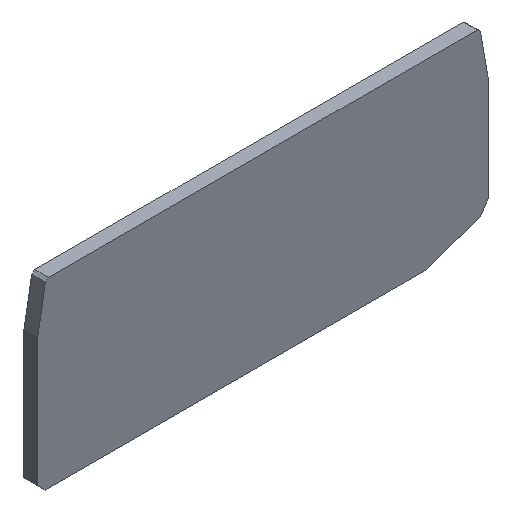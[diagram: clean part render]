
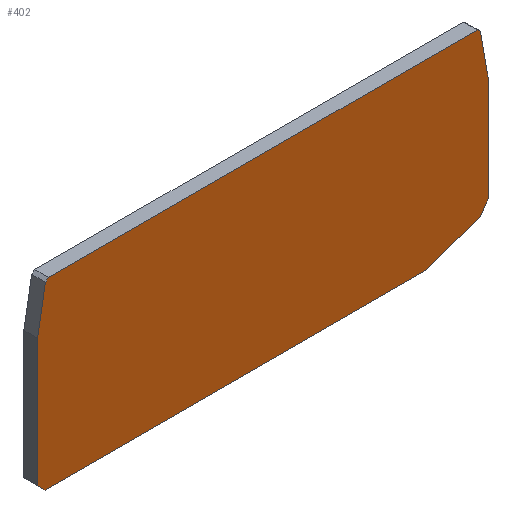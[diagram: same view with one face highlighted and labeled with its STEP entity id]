
A CAD part, isometric view. The second image highlights one B-rep face of the part: STEP entity #402.
In plain terms, the highlighted free-form (B-spline) face has degree [1, 1] with [2, 2] control points.
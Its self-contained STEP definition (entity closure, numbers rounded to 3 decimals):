
#49=CARTESIAN_POINT('',(41.15,-2.2,4.891));
#50=VERTEX_POINT('',#49);
#56=CARTESIAN_POINT('',(39.801,-2.2,3.));
#57=VERTEX_POINT('',#56);
#58=CARTESIAN_POINT('',(41.15,-2.2,4.891));
#59=CARTESIAN_POINT('',(41.15,-2.2,3.464));
#60=CARTESIAN_POINT('',(39.801,-2.2,3.));
#61=(BOUNDED_CURVE()B_SPLINE_CURVE(2,(#58,#59,#60),.CIRCULAR_ARC.,.F.,.U.)B_SPLINE_CURVE_WITH_KNOTS((3,3),(0.,1.),.UNSPECIFIED.)CURVE()GEOMETRIC_REPRESENTATION_ITEM()RATIONAL_B_SPLINE_CURVE((1.,0.814,1.))REPRESENTATION_ITEM(''));
#62=EDGE_CURVE('',#50,#57,#61,.T.);
#85=CARTESIAN_POINT('',(31.089,-2.2,0.));
#86=VERTEX_POINT('',#85);
#87=CARTESIAN_POINT('',(39.801,-2.2,3.));
#88=CARTESIAN_POINT('',(31.089,-2.2,0.));
#89=B_SPLINE_CURVE_WITH_KNOTS('',1,(#87,#88),.POLYLINE_FORM.,.F.,.U.,(2,2),(0.,1.),.UNSPECIFIED.);
#90=EDGE_CURVE('',#57,#86,#89,.T.);
#119=CARTESIAN_POINT('',(-29.888,-2.2,28.837));
#120=VERTEX_POINT('',#119);
#121=CARTESIAN_POINT('',(-29.396,-2.2,29.25));
#122=VERTEX_POINT('',#121);
#123=CARTESIAN_POINT('',(-29.888,-2.2,28.837));
#124=CARTESIAN_POINT('',(-29.816,-2.2,29.25));
#125=CARTESIAN_POINT('',(-29.396,-2.2,29.25));
#126=(BOUNDED_CURVE()B_SPLINE_CURVE(2,(#123,#124,#125),.CIRCULAR_ARC.,.F.,.U.)B_SPLINE_CURVE_WITH_KNOTS((3,3),(0.,1.),.UNSPECIFIED.)CURVE()GEOMETRIC_REPRESENTATION_ITEM()RATIONAL_B_SPLINE_CURVE((1.,0.766,1.))REPRESENTATION_ITEM(''));
#127=EDGE_CURVE('',#120,#122,#126,.T.);
#163=CARTESIAN_POINT('',(-29.95,-2.2,0.));
#164=VERTEX_POINT('',#163);
#165=CARTESIAN_POINT('',(-31.15,-2.2,1.2));
#166=VERTEX_POINT('',#165);
#167=CARTESIAN_POINT('',(-29.95,-2.2,0.));
#168=CARTESIAN_POINT('',(-31.15,-2.2,0.));
#169=CARTESIAN_POINT('',(-31.15,-2.2,1.2));
#170=(BOUNDED_CURVE()B_SPLINE_CURVE(2,(#167,#168,#169),.CIRCULAR_ARC.,.F.,.U.)B_SPLINE_CURVE_WITH_KNOTS((3,3),(0.,1.),.UNSPECIFIED.)CURVE()GEOMETRIC_REPRESENTATION_ITEM()RATIONAL_B_SPLINE_CURVE((1.,0.707,1.))REPRESENTATION_ITEM(''));
#171=EDGE_CURVE('',#164,#166,#170,.T.);
#201=CARTESIAN_POINT('',(-31.15,-2.2,21.682));
#202=VERTEX_POINT('',#201);
#216=CARTESIAN_POINT('',(-31.15,-2.2,1.2));
#217=CARTESIAN_POINT('',(-31.15,-2.2,21.682));
#218=B_SPLINE_CURVE_WITH_KNOTS('',1,(#216,#217),.POLYLINE_FORM.,.F.,.U.,(2,2),(0.,1.),.UNSPECIFIED.);
#219=EDGE_CURVE('',#166,#202,#218,.T.);
#235=CARTESIAN_POINT('',(-31.15,-2.2,21.682));
#236=CARTESIAN_POINT('',(-29.888,-2.2,28.837));
#237=B_SPLINE_CURVE_WITH_KNOTS('',1,(#235,#236),.POLYLINE_FORM.,.F.,.U.,(2,2),(0.,1.),.UNSPECIFIED.);
#238=EDGE_CURVE('',#202,#120,#237,.T.);
#263=CARTESIAN_POINT('',(39.396,-2.2,29.25));
#264=VERTEX_POINT('',#263);
#265=CARTESIAN_POINT('',(39.888,-2.2,28.837));
#266=VERTEX_POINT('',#265);
#267=CARTESIAN_POINT('',(39.396,-2.2,29.25));
#268=CARTESIAN_POINT('',(39.816,-2.2,29.25));
#269=CARTESIAN_POINT('',(39.888,-2.2,28.837));
#270=(BOUNDED_CURVE()B_SPLINE_CURVE(2,(#267,#268,#269),.CIRCULAR_ARC.,.F.,.U.)B_SPLINE_CURVE_WITH_KNOTS((3,3),(0.,1.),.UNSPECIFIED.)CURVE()GEOMETRIC_REPRESENTATION_ITEM()RATIONAL_B_SPLINE_CURVE((1.,0.766,1.))REPRESENTATION_ITEM(''));
#271=EDGE_CURVE('',#264,#266,#270,.T.);
#301=CARTESIAN_POINT('',(41.15,-2.2,21.682));
#302=VERTEX_POINT('',#301);
#316=CARTESIAN_POINT('',(39.888,-2.2,28.837));
#317=CARTESIAN_POINT('',(41.15,-2.2,21.682));
#318=B_SPLINE_CURVE_WITH_KNOTS('',1,(#316,#317),.POLYLINE_FORM.,.F.,.U.,(2,2),(0.,1.),.UNSPECIFIED.);
#319=EDGE_CURVE('',#266,#302,#318,.T.);
#329=CARTESIAN_POINT('',(41.15,-2.2,21.682));
#330=CARTESIAN_POINT('',(41.15,-2.2,4.891));
#331=B_SPLINE_CURVE_WITH_KNOTS('',1,(#329,#330),.POLYLINE_FORM.,.F.,.U.,(2,2),(0.,1.),.UNSPECIFIED.);
#332=EDGE_CURVE('',#302,#50,#331,.T.);
#355=CARTESIAN_POINT('',(31.089,-2.2,0.));
#356=CARTESIAN_POINT('',(-29.95,-2.2,0.));
#357=B_SPLINE_CURVE_WITH_KNOTS('',1,(#355,#356),.POLYLINE_FORM.,.F.,.U.,(2,2),(0.,1.),.UNSPECIFIED.);
#358=EDGE_CURVE('',#86,#164,#357,.T.);
#376=CARTESIAN_POINT('',(-29.396,-2.2,29.25));
#377=CARTESIAN_POINT('',(39.396,-2.2,29.25));
#378=B_SPLINE_CURVE_WITH_KNOTS('',1,(#376,#377),.POLYLINE_FORM.,.F.,.U.,(2,2),(0.,1.),.UNSPECIFIED.);
#379=EDGE_CURVE('',#122,#264,#378,.T.);
#384=CARTESIAN_POINT('',(43.996,-2.2,-58.109));
#385=CARTESIAN_POINT('',(-33.996,-2.2,-58.109));
#386=CARTESIAN_POINT('',(43.996,-2.2,53.621));
#387=CARTESIAN_POINT('',(-33.996,-2.2,53.621));
#388=B_SPLINE_SURFACE_WITH_KNOTS('',1,1,((#384,#385),(#386,#387)),.PLANE_SURF.,.F.,.F.,.U.,(2,2),(2,2),(0.,1.),(0.,1.),.UNSPECIFIED.);
#389=ORIENTED_EDGE('',*,*,#127,.F.);
#390=ORIENTED_EDGE('',*,*,#238,.F.);
#391=ORIENTED_EDGE('',*,*,#219,.F.);
#392=ORIENTED_EDGE('',*,*,#171,.F.);
#393=ORIENTED_EDGE('',*,*,#358,.F.);
#394=ORIENTED_EDGE('',*,*,#90,.F.);
#395=ORIENTED_EDGE('',*,*,#62,.F.);
#396=ORIENTED_EDGE('',*,*,#332,.F.);
#397=ORIENTED_EDGE('',*,*,#319,.F.);
#398=ORIENTED_EDGE('',*,*,#271,.F.);
#399=ORIENTED_EDGE('',*,*,#379,.F.);
#400=EDGE_LOOP('',(#389,#390,#391,#392,#393,#394,#395,#396,#397,#398,#399));
#401=FACE_OUTER_BOUND('',#400,.T.);
#402=ADVANCED_FACE('',(#401),#388,.T.);
